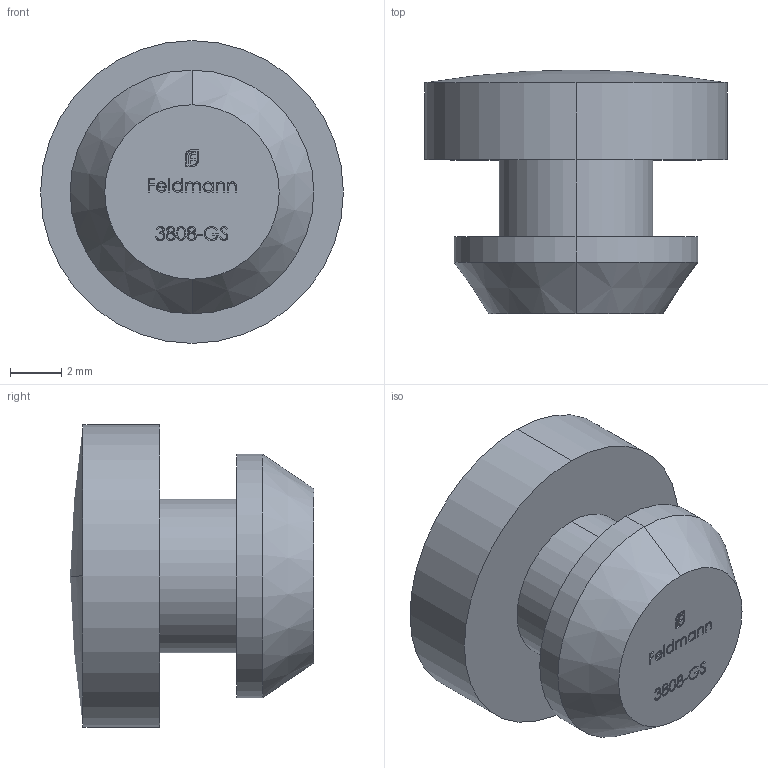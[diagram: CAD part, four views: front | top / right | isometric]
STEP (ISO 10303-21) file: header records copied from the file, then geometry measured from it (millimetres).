
FILE_DESCRIPTION (( 'STEP AP203' ), '1' );
FILE_NAME ('3808-GS.STEP', '2021-01-11T13:59:11', ( '' ), ( '' ), 'SwSTEP 2.0', 'SolidWorks 2018', '' );
FILE_SCHEMA (( 'CONFIG_CONTROL_DESIGN' ));
Length unit declared in the file: millimetre
Products named in the file (2): 3808-GS
Bounding box: 11.8 x 9.5 x 11.8 mm (x, y, z)
Volume: 616.4 mm3; surface area: 533.7 mm2
Topology: 1 solids, 1 shells, 273 faces, 734 edges, 489 vertices
Faces by surface type: bspline 149, plane 114, cylinder 6, cone 2, sphere 2
Entity records: 15839 total; most frequent: CARTESIAN_POINT 9847, ORIENTED_EDGE 1468, EDGE_CURVE 734, DIRECTION 706, VERTEX_POINT 489, VECTOR 418, LINE 418, EDGE_LOOP 299
